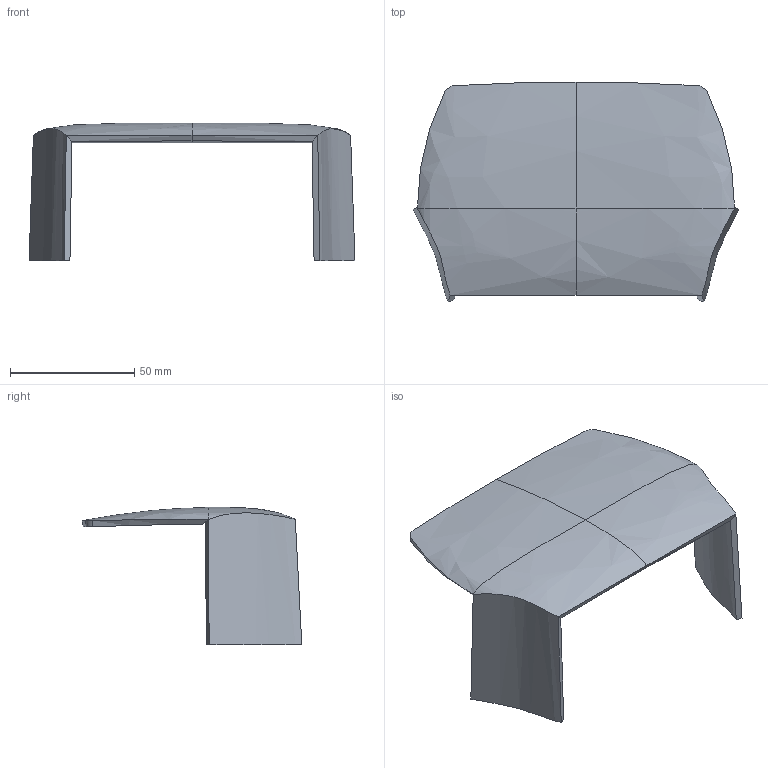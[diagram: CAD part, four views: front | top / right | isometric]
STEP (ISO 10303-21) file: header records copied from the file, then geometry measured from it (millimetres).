
FILE_DESCRIPTION(('CATIA V5 STEP Exchange','CAx-IF Rec.Pracs.--- Model Styling and Organization---1.4--- 2014-01-23'),'2;1');
FILE_NAME('638034_D000092_A-MOD-8.stp','2020-01-03T09:58:44+00:00',('none'),('none'),'CATIA Version 5-6 Release 2017 SP3','CATIA V5 STEP AP214','none');
FILE_SCHEMA(('AUTOMOTIVE_DESIGN { 1 0 10303 214 1 1 1 1 }'));
Length unit declared in the file: millimetre
Products named in the file (1): 638034_D000092_A-MOD-8
Bounding box: 130.91 x 88.23 x 55.29 mm (x, y, z)
Volume: 34431 mm3; surface area: 29009.3 mm2
Topology: 1 solids, 1 shells, 34 faces, 78 edges, 46 vertices
Faces by surface type: bspline 30, plane 4
Entity records: 6056 total; most frequent: CARTESIAN_POINT 5511, ORIENTED_EDGE 156, B_SPLINE_CURVE_WITH_KNOTS 78, EDGE_CURVE 78, VERTEX_POINT 46, ADVANCED_FACE 34, EDGE_LOOP 34, FACE_OUTER_BOUND 34
